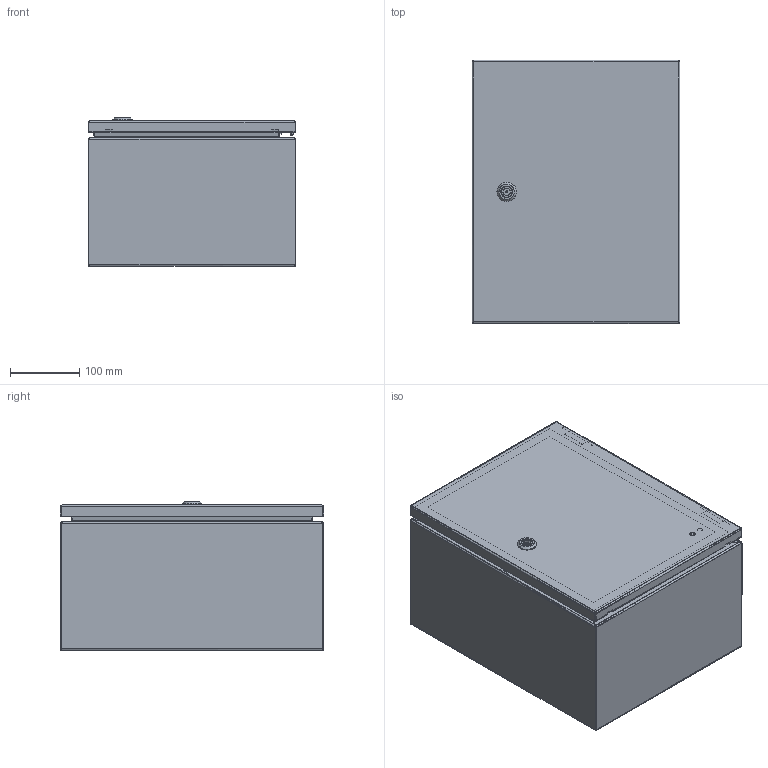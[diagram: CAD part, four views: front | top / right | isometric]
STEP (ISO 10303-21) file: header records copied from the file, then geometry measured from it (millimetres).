
FILE_DESCRIPTION (( 'STEP AP214' ), '1' );
FILE_NAME ('37023421.STEP', '2013-12-19T11:53:10', ( '' ), ( '' ), 'SwSTEP 2.0', 'SolidWorks 2013', '' );
FILE_SCHEMA (( 'AUTOMOTIVE_DESIGN' ));
Length unit declared in the file: millimetre
Products named in the file (29): 83160; 42090; 82156; 82204; 93171; 42066; 56063; 42066_Mutter; 42101; 42066_Geh; 42094; 93379; 56020; 82410_37013421; 92081; 42077; 42045; 42045_Stift_umgedreht; 37023421; 42045_Oberteil; 42045_Stift; 42045_Unterteil; 56167; 42068; 42067; 42067_Betaetigung; 42067_O-Ring; 42067_Federsch
Assembly tree (40 placements, depth 5):
  37023421
    56020
      42077
      82410_37013421
      93379
      56167
        42066
          42066_Geh
          42066_Mutter
        82204
        42090
        42067
          42067_Federsch
          42067_O-Ring
          42067_Betaetigung
          42067
        42068
      42045_Stift_umgedreht
        42045_Unterteil
        42045_Stift
        42045_Oberteil
      42045
        42045_Unterteil
        42045_Stift
        42045_Oberteil
      92081
    56063
      42094
      42101
      93379
    93171  x4
    82156  x4
    83160  x2
    92081
Bounding box: 300.1 x 380 x 214.95 mm (x, y, z)
Volume: 885179.8 mm3; surface area: 1249255.9 mm2
Topology: 33 solids, 33 shells, 1018 faces, 2496 edges, 1552 vertices
Faces by surface type: plane 447, cylinder 412, torus 52, bspline 46, cone 41, sphere 20
Entity records: 24964 total; most frequent: CARTESIAN_POINT 6233, DIRECTION 3646, ORIENTED_EDGE 3556, EDGE_CURVE 1778, AXIS2_PLACEMENT_3D 1324, VERTEX_POINT 1095, LINE 998, VECTOR 998
